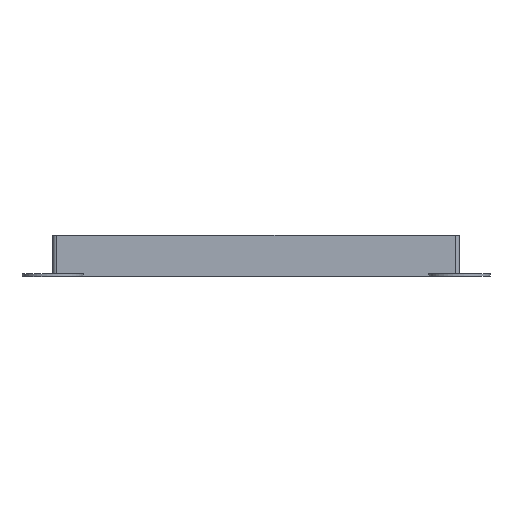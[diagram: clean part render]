
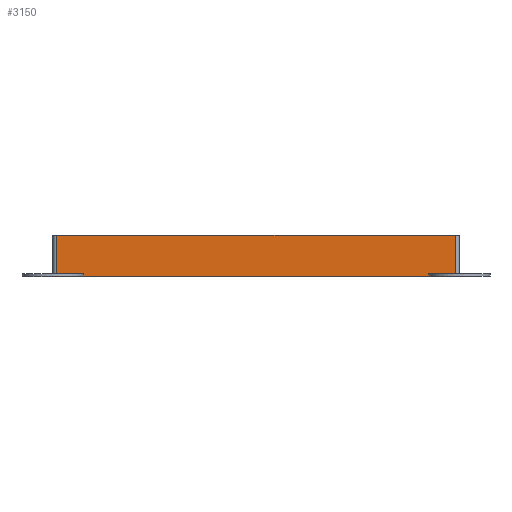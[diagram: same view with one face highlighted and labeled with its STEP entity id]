
A CAD part, top view. The second image highlights one B-rep face of the part: STEP entity #3150.
In plain terms, the highlighted planar face has unit normal (0, 0, 1).
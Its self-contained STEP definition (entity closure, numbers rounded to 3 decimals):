
#62=PLANE('',#3312);
#195=FACE_OUTER_BOUND('',#341,.T.);
#341=EDGE_LOOP('',(#2209,#2210,#2211,#2212,#2213,#2214,#2215,#2216));
#533=LINE('',#4286,#965);
#535=LINE('',#4292,#967);
#536=LINE('',#4294,#968);
#537=LINE('',#4296,#969);
#538=LINE('',#4298,#970);
#539=LINE('',#4300,#971);
#540=LINE('',#4302,#972);
#541=LINE('',#4303,#973);
#965=VECTOR('',#3494,10.);
#967=VECTOR('',#3500,10.);
#968=VECTOR('',#3501,10.);
#969=VECTOR('',#3502,10.);
#970=VECTOR('',#3503,10.);
#971=VECTOR('',#3504,10.);
#972=VECTOR('',#3505,10.);
#973=VECTOR('',#3506,10.);
#1431=VERTEX_POINT('',#4283);
#1432=VERTEX_POINT('',#4285);
#1434=VERTEX_POINT('',#4291);
#1435=VERTEX_POINT('',#4293);
#1436=VERTEX_POINT('',#4295);
#1437=VERTEX_POINT('',#4297);
#1438=VERTEX_POINT('',#4299);
#1439=VERTEX_POINT('',#4301);
#1741=EDGE_CURVE('',#1431,#1432,#533,.T.);
#1744=EDGE_CURVE('',#1434,#1431,#535,.F.);
#1745=EDGE_CURVE('',#1435,#1434,#536,.T.);
#1746=EDGE_CURVE('',#1435,#1436,#537,.T.);
#1747=EDGE_CURVE('',#1436,#1437,#538,.T.);
#1748=EDGE_CURVE('',#1438,#1437,#539,.T.);
#1749=EDGE_CURVE('',#1438,#1439,#540,.T.);
#1750=EDGE_CURVE('',#1439,#1432,#541,.T.);
#2209=ORIENTED_EDGE('',*,*,#1741,.F.);
#2210=ORIENTED_EDGE('',*,*,#1744,.F.);
#2211=ORIENTED_EDGE('',*,*,#1745,.F.);
#2212=ORIENTED_EDGE('',*,*,#1746,.T.);
#2213=ORIENTED_EDGE('',*,*,#1747,.T.);
#2214=ORIENTED_EDGE('',*,*,#1748,.F.);
#2215=ORIENTED_EDGE('',*,*,#1749,.T.);
#2216=ORIENTED_EDGE('',*,*,#1750,.T.);
#3150=ADVANCED_FACE('',(#195),#62,.T.);
#3312=AXIS2_PLACEMENT_3D('',#4290,#3498,#3499);
#3494=DIRECTION('',(0.,-1.,0.));
#3498=DIRECTION('center_axis',(0.,0.,1.));
#3499=DIRECTION('ref_axis',(1.,0.,0.));
#3500=DIRECTION('',(-1.,0.,0.));
#3501=DIRECTION('',(0.,1.,0.));
#3502=DIRECTION('',(1.,0.,0.));
#3503=DIRECTION('',(0.,-1.,0.));
#3504=DIRECTION('',(-1.,0.,0.));
#3505=DIRECTION('',(0.,1.,0.));
#3506=DIRECTION('',(1.,0.,0.));
#4283=CARTESIAN_POINT('',(155.096,11.431,59.));
#4285=CARTESIAN_POINT('',(155.096,2.031,59.));
#4286=CARTESIAN_POINT('',(155.096,6.431,59.));
#4290=CARTESIAN_POINT('Origin',(55.431,6.431,59.));
#4291=CARTESIAN_POINT('',(57.431,11.431,59.));
#4292=CARTESIAN_POINT('',(80.856,11.431,59.));
#4293=CARTESIAN_POINT('',(57.431,2.031,59.));
#4294=CARTESIAN_POINT('',(57.431,6.431,59.));
#4295=CARTESIAN_POINT('',(63.931,2.031,59.));
#4296=CARTESIAN_POINT('',(55.931,2.031,59.));
#4297=CARTESIAN_POINT('',(63.931,1.431,59.));
#4298=CARTESIAN_POINT('',(63.931,1.431,59.));
#4299=CARTESIAN_POINT('',(148.622,1.431,59.));
#4300=CARTESIAN_POINT('',(80.856,1.431,59.));
#4301=CARTESIAN_POINT('',(148.622,2.031,59.));
#4302=CARTESIAN_POINT('',(148.622,1.431,59.));
#4303=CARTESIAN_POINT('',(105.777,2.031,59.));
